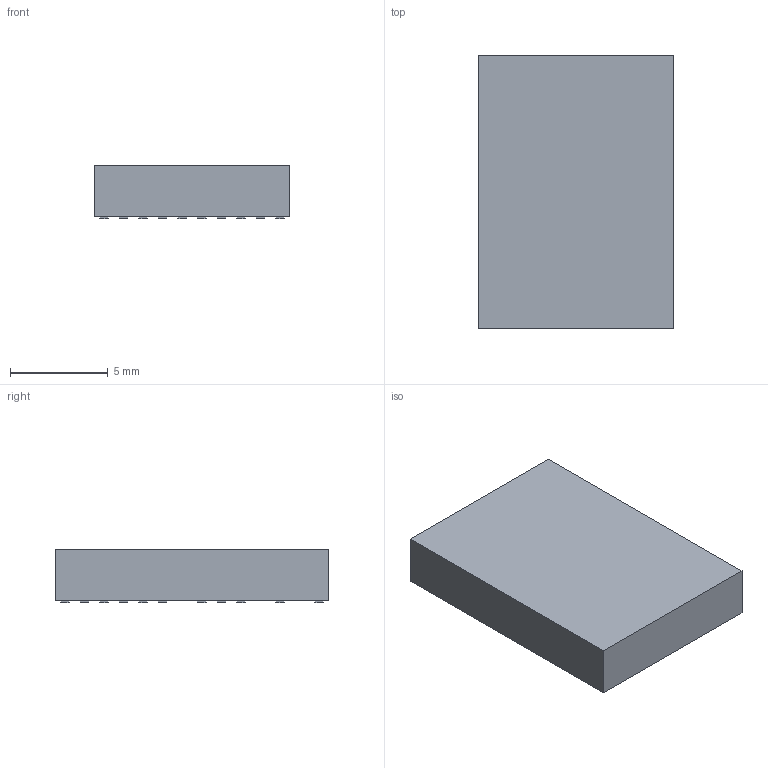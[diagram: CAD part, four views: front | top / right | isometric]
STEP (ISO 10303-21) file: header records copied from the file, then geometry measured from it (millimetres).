
FILE_DESCRIPTION(('FreeCAD Model'),'2;1');
FILE_NAME('14861186.1.6.stp','2021-07-16T06:32:00',( 'Author'),(''),'Open CASCADE STEP processor 6.9','FreeCAD','Unknown' );
FILE_SCHEMA(('AUTOMOTIVE_DESIGN { 1 0 10303 214 1 1 1 1 }'));
Length unit declared in the file: millimetre
Products named in the file (3): ASSEMBLY; Body; Pins
Assembly tree (2 placements, depth 2):
  ASSEMBLY
    Body
    Pins
Bounding box: 10 x 14 x 2.73 mm (x, y, z)
Volume: 370.3 mm3; surface area: 468.2 mm2
Topology: 111 solids, 111 shells, 666 faces, 1332 edges, 888 vertices
Faces by surface type: plane 666
Entity records: 35021 total; most frequent: CARTESIAN_POINT 5553, DIRECTION 5334, LINE 3996, VECTOR 3996, ORIENTED_EDGE 2664, PCURVE 2664, DEFINITIONAL_REPRESENTATION 2664, EDGE_CURVE 1332
